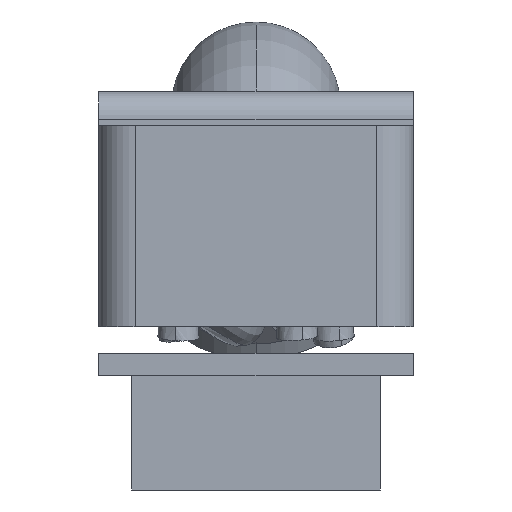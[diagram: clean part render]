
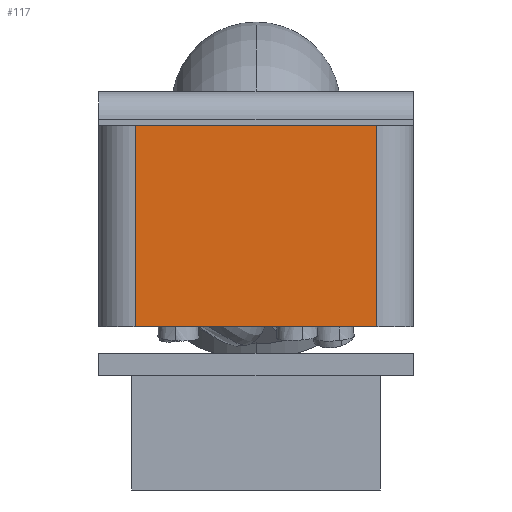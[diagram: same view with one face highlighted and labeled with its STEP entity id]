
A CAD part, left-side view. The second image highlights one B-rep face of the part: STEP entity #117.
In plain terms, the highlighted planar face has unit normal (-1, 0, 0).
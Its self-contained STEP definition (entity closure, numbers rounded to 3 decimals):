
#117=ADVANCED_FACE('',(#307),#308,.F.);
#307=FACE_OUTER_BOUND('',#578,.T.);
#308=PLANE('',#579);
#578=EDGE_LOOP('',(#6046,#6047,#6048,#6049));
#579=AXIS2_PLACEMENT_3D('',#6050,#6051,#6052);
#6046=ORIENTED_EDGE('',*,*,#6897,.T.);
#6047=ORIENTED_EDGE('',*,*,#6898,.F.);
#6048=ORIENTED_EDGE('',*,*,#6899,.F.);
#6049=ORIENTED_EDGE('',*,*,#6878,.T.);
#6050=CARTESIAN_POINT('',(-14.0,-6.9,-0.5));
#6051=DIRECTION('',(1.0,0.0,-0.0));
#6052=DIRECTION('',(0.0,0.0,1.0));
#6878=EDGE_CURVE('',#7395,#7393,#7396,.T.);
#6897=EDGE_CURVE('',#7393,#7423,#7425,.T.);
#6898=EDGE_CURVE('',#7426,#7423,#7427,.T.);
#6899=EDGE_CURVE('',#7395,#7426,#7428,.T.);
#7393=VERTEX_POINT('',#8285);
#7395=VERTEX_POINT('',#8287);
#7396=LINE('',#8288,#8289);
#7423=VERTEX_POINT('',#8329);
#7425=LINE('',#8331,#8332);
#7426=VERTEX_POINT('',#8333);
#7427=LINE('',#8334,#8335);
#7428=LINE('',#8336,#8337);
#8285=CARTESIAN_POINT('',(-14.0,-5.3,1.65));
#8287=CARTESIAN_POINT('',(-14.0,5.3,1.65));
#8288=CARTESIAN_POINT('',(-14.0,5.3,1.65));
#8289=VECTOR('',#10337,10.6);
#8329=CARTESIAN_POINT('',(-14.0,-5.3,10.5));
#8331=CARTESIAN_POINT('',(-14.0,-5.3,1.65));
#8332=VECTOR('',#10366,8.85);
#8333=CARTESIAN_POINT('',(-14.0,5.3,10.5));
#8334=CARTESIAN_POINT('',(-14.0,5.3,10.5));
#8335=VECTOR('',#10367,10.6);
#8336=CARTESIAN_POINT('',(-14.0,5.3,1.65));
#8337=VECTOR('',#10368,8.85);
#10337=DIRECTION('',(0.0,-1.0,0.0));
#10366=DIRECTION('',(0.0,0.0,1.0));
#10367=DIRECTION('',(0.0,-1.0,0.0));
#10368=DIRECTION('',(0.0,0.0,1.0));
